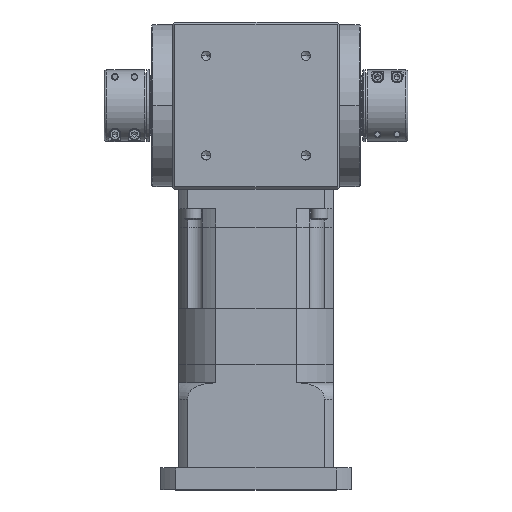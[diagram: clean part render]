
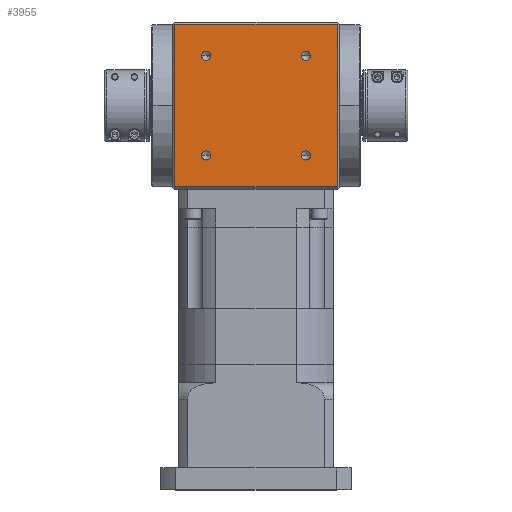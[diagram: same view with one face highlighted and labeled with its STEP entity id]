
A CAD part, top view. The second image highlights one B-rep face of the part: STEP entity #3955.
In plain terms, the highlighted planar face has unit normal (0, 0, 1).
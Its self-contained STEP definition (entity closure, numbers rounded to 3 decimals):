
#5 = VERTEX_POINT ( 'NONE', #5482 ) ;
#918 = DIRECTION ( 'NONE',  ( 0., 1., 0. ) ) ;
#1430 = VERTEX_POINT ( 'NONE', #38022 ) ;
#1791 = ORIENTED_EDGE ( 'NONE', *, *, #10320, .F. ) ;
#2677 = CIRCLE ( 'NONE', #17068, 4.25 ) ;
#2933 = CARTESIAN_POINT ( 'NONE',  ( 45.962, 240.288, 77. ) ) ;
#2983 = CARTESIAN_POINT ( 'NONE',  ( -45.962, 231.788, 77. ) ) ;
#3184 = CARTESIAN_POINT ( 'NONE',  ( -45.962, 240.288, 77. ) ) ;
#3756 = ORIENTED_EDGE ( 'NONE', *, *, #7135, .F. ) ;
#3955 = ADVANCED_FACE ( 'NONE', ( #23054, #39415, #14831, #15819, #16747 ), #34020, .F. ) ;
#4073 = DIRECTION ( 'NONE',  ( 0., 0., 1. ) ) ;
#4805 = CIRCLE ( 'NONE', #32724, 4.25 ) ;
#5299 = CARTESIAN_POINT ( 'NONE',  ( 45.962, 236.038, 77. ) ) ;
#5482 = CARTESIAN_POINT ( 'NONE',  ( -74.872, 207., 77. ) ) ;
#5527 = CARTESIAN_POINT ( 'NONE',  ( 74.872, 0., 77. ) ) ;
#5552 = AXIS2_PLACEMENT_3D ( 'NONE', #11179, #32737, #14235 ) ;
#5717 = DIRECTION ( 'NONE',  ( 0., 0., 1. ) ) ;
#5776 = VERTEX_POINT ( 'NONE', #13464 ) ;
#6441 = CARTESIAN_POINT ( 'NONE',  ( 45.962, 327.962, 77. ) ) ;
#6470 = EDGE_CURVE ( 'NONE', #5776, #17823, #39102, .T. ) ;
#7031 = VERTEX_POINT ( 'NONE', #14071 ) ;
#7135 = EDGE_CURVE ( 'NONE', #23676, #33659, #28500, .T. ) ;
#7684 = DIRECTION ( 'NONE',  ( 1., 0., 0. ) ) ;
#7879 = VERTEX_POINT ( 'NONE', #3184 ) ;
#8337 = DIRECTION ( 'NONE',  ( 0., -1., 0. ) ) ;
#8374 = DIRECTION ( 'NONE',  ( 0., 0., 1. ) ) ;
#8645 = CARTESIAN_POINT ( 'NONE',  ( 74.872, 207., 77. ) ) ;
#8712 = DIRECTION ( 'NONE',  ( 0., 0., 1. ) ) ;
#9157 = LINE ( 'NONE', #16345, #32769 ) ;
#9296 = AXIS2_PLACEMENT_3D ( 'NONE', #24126, #5717, #27213 ) ;
#9515 = DIRECTION ( 'NONE',  ( 0., -1., 0. ) ) ;
#10175 = EDGE_LOOP ( 'NONE', ( #27725, #13202 ) ) ;
#10320 = EDGE_CURVE ( 'NONE', #17823, #5776, #12580, .T. ) ;
#10658 = CARTESIAN_POINT ( 'NONE',  ( -45.962, 332.212, 77. ) ) ;
#10673 = AXIS2_PLACEMENT_3D ( 'NONE', #27149, #8712, #30275 ) ;
#11108 = VECTOR ( 'NONE', #33098, 1000. ) ;
#11179 = CARTESIAN_POINT ( 'NONE',  ( -45.962, 236.038, 77. ) ) ;
#11195 = CIRCLE ( 'NONE', #5552, 4.25 ) ;
#12106 = EDGE_CURVE ( 'NONE', #1430, #23676, #38356, .T. ) ;
#12255 = CARTESIAN_POINT ( 'NONE',  ( 74.872, 357., 77. ) ) ;
#12580 = CIRCLE ( 'NONE', #10673, 4.25 ) ;
#12861 = VERTEX_POINT ( 'NONE', #24192 ) ;
#13184 = CIRCLE ( 'NONE', #9296, 4.25 ) ;
#13202 = ORIENTED_EDGE ( 'NONE', *, *, #14621, .F. ) ;
#13230 = EDGE_CURVE ( 'NONE', #7031, #14227, #13184, .T. ) ;
#13418 = ORIENTED_EDGE ( 'NONE', *, *, #18789, .F. ) ;
#13464 = CARTESIAN_POINT ( 'NONE',  ( -45.962, 323.712, 77. ) ) ;
#13467 = CARTESIAN_POINT ( 'NONE',  ( -45.962, 236.038, 77. ) ) ;
#14071 = CARTESIAN_POINT ( 'NONE',  ( 45.962, 231.788, 77. ) ) ;
#14227 = VERTEX_POINT ( 'NONE', #2933 ) ;
#14235 = DIRECTION ( 'NONE',  ( 0., -1., 0. ) ) ;
#14267 = EDGE_LOOP ( 'NONE', ( #23551, #1791 ) ) ;
#14621 = EDGE_CURVE ( 'NONE', #14227, #7031, #15942, .T. ) ;
#14831 = FACE_BOUND ( 'NONE', #10175, .T. ) ;
#15694 = CARTESIAN_POINT ( 'NONE',  ( -95., 359., 77. ) ) ;
#15819 = FACE_BOUND ( 'NONE', #28306, .T. ) ;
#15942 = CIRCLE ( 'NONE', #18380, 4.25 ) ;
#16345 = CARTESIAN_POINT ( 'NONE',  ( -74.872, 0., 77. ) ) ;
#16483 = ORIENTED_EDGE ( 'NONE', *, *, #25255, .F. ) ;
#16521 = DIRECTION ( 'NONE',  ( 0., -1., 0. ) ) ;
#16747 = FACE_OUTER_BOUND ( 'NONE', #20985, .T. ) ;
#16813 = CARTESIAN_POINT ( 'NONE',  ( -95., 357., 77. ) ) ;
#17050 = EDGE_LOOP ( 'NONE', ( #13418, #26218 ) ) ;
#17068 = AXIS2_PLACEMENT_3D ( 'NONE', #6441, #27996, #9515 ) ;
#17823 = VERTEX_POINT ( 'NONE', #10658 ) ;
#18380 = AXIS2_PLACEMENT_3D ( 'NONE', #5299, #26787, #8337 ) ;
#18789 = EDGE_CURVE ( 'NONE', #37334, #12861, #2677, .T. ) ;
#18820 = DIRECTION ( 'NONE',  ( 0., 1., 0. ) ) ;
#19235 = CARTESIAN_POINT ( 'NONE',  ( -95., 207., 77. ) ) ;
#20985 = EDGE_LOOP ( 'NONE', ( #3756, #27310, #27368, #22899 ) ) ;
#21529 = ORIENTED_EDGE ( 'NONE', *, *, #39111, .F. ) ;
#22494 = CARTESIAN_POINT ( 'NONE',  ( -45.962, 327.962, 77. ) ) ;
#22899 = ORIENTED_EDGE ( 'NONE', *, *, #38072, .F. ) ;
#23054 = FACE_BOUND ( 'NONE', #14267, .T. ) ;
#23160 = EDGE_CURVE ( 'NONE', #12861, #37334, #4805, .T. ) ;
#23551 = ORIENTED_EDGE ( 'NONE', *, *, #6470, .F. ) ;
#23676 = VERTEX_POINT ( 'NONE', #12255 ) ;
#24126 = CARTESIAN_POINT ( 'NONE',  ( 45.962, 236.038, 77. ) ) ;
#24192 = CARTESIAN_POINT ( 'NONE',  ( 45.962, 332.212, 77. ) ) ;
#25255 = EDGE_CURVE ( 'NONE', #7879, #35941, #39275, .T. ) ;
#25572 = DIRECTION ( 'NONE',  ( 0., -1., 0. ) ) ;
#26218 = ORIENTED_EDGE ( 'NONE', *, *, #23160, .F. ) ;
#26542 = AXIS2_PLACEMENT_3D ( 'NONE', #22494, #4073, #25572 ) ;
#26787 = DIRECTION ( 'NONE',  ( 0., 0., 1. ) ) ;
#26830 = CARTESIAN_POINT ( 'NONE',  ( 45.962, 327.962, 77. ) ) ;
#27149 = CARTESIAN_POINT ( 'NONE',  ( -45.962, 327.962, 77. ) ) ;
#27213 = DIRECTION ( 'NONE',  ( 0., -1., 0. ) ) ;
#27310 = ORIENTED_EDGE ( 'NONE', *, *, #12106, .F. ) ;
#27368 = ORIENTED_EDGE ( 'NONE', *, *, #32902, .F. ) ;
#27706 = VECTOR ( 'NONE', #31622, 1000. ) ;
#27725 = ORIENTED_EDGE ( 'NONE', *, *, #13230, .F. ) ;
#27996 = DIRECTION ( 'NONE',  ( 0., 0., 1. ) ) ;
#28306 = EDGE_LOOP ( 'NONE', ( #21529, #16483 ) ) ;
#28500 = LINE ( 'NONE', #5527, #11108 ) ;
#29387 = AXIS2_PLACEMENT_3D ( 'NONE', #15694, #37246, #18820 ) ;
#29951 = DIRECTION ( 'NONE',  ( 0., -1., 0. ) ) ;
#30199 = VECTOR ( 'NONE', #7684, 1000. ) ;
#30275 = DIRECTION ( 'NONE',  ( 0., -1., 0. ) ) ;
#31027 = AXIS2_PLACEMENT_3D ( 'NONE', #13467, #35004, #16521 ) ;
#31622 = DIRECTION ( 'NONE',  ( -1., 0., 0. ) ) ;
#32724 = AXIS2_PLACEMENT_3D ( 'NONE', #26830, #8374, #29951 ) ;
#32737 = DIRECTION ( 'NONE',  ( 0., 0., 1. ) ) ;
#32769 = VECTOR ( 'NONE', #918, 1000. ) ;
#32902 = EDGE_CURVE ( 'NONE', #5, #1430, #9157, .T. ) ;
#33098 = DIRECTION ( 'NONE',  ( 0., -1., 0. ) ) ;
#33659 = VERTEX_POINT ( 'NONE', #8645 ) ;
#34020 = PLANE ( 'NONE',  #29387 ) ;
#35004 = DIRECTION ( 'NONE',  ( 0., 0., 1. ) ) ;
#35941 = VERTEX_POINT ( 'NONE', #2983 ) ;
#37246 = DIRECTION ( 'NONE',  ( 0., 0., -1. ) ) ;
#37334 = VERTEX_POINT ( 'NONE', #39607 ) ;
#37806 = LINE ( 'NONE', #19235, #27706 ) ;
#38022 = CARTESIAN_POINT ( 'NONE',  ( -74.872, 357., 77. ) ) ;
#38072 = EDGE_CURVE ( 'NONE', #33659, #5, #37806, .T. ) ;
#38356 = LINE ( 'NONE', #16813, #30199 ) ;
#39102 = CIRCLE ( 'NONE', #26542, 4.25 ) ;
#39111 = EDGE_CURVE ( 'NONE', #35941, #7879, #11195, .T. ) ;
#39275 = CIRCLE ( 'NONE', #31027, 4.25 ) ;
#39415 = FACE_BOUND ( 'NONE', #17050, .T. ) ;
#39607 = CARTESIAN_POINT ( 'NONE',  ( 45.962, 323.712, 77. ) ) ;
